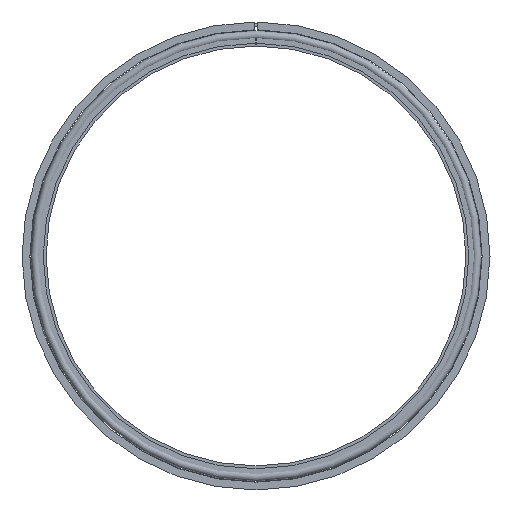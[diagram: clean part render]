
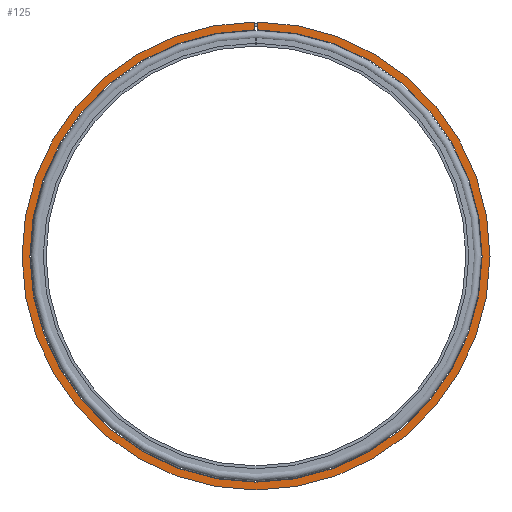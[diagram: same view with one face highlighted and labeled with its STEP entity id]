
A CAD part, left-side view. The second image highlights one B-rep face of the part: STEP entity #125.
In plain terms, the highlighted planar face has unit normal (-1, 0, 0).
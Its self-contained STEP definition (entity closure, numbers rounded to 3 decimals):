
#5 = DIRECTION ( 'NONE',  ( 1., 0., 0. ) ) ;
#33 = VECTOR ( 'NONE', #348, 1000. ) ;
#83 = LINE ( 'NONE', #557, #33 ) ;
#91 = ORIENTED_EDGE ( 'NONE', *, *, #666, .F. ) ;
#125 = ADVANCED_FACE ( 'NONE', ( #838 ), #690, .T. ) ;
#154 = CARTESIAN_POINT ( 'NONE',  ( -5.95, 143.5, 0. ) ) ;
#208 = EDGE_CURVE ( 'NONE', #501, #934, #83, .T. ) ;
#222 = AXIS2_PLACEMENT_3D ( 'NONE', #874, #347, #722 ) ;
#229 = DIRECTION ( 'NONE',  ( 0., 0., 1. ) ) ;
#236 = AXIS2_PLACEMENT_3D ( 'NONE', #471, #5, #547 ) ;
#285 = EDGE_CURVE ( 'NONE', #517, #345, #502, .T. ) ;
#334 = CARTESIAN_POINT ( 'NONE',  ( -5.95, -1., 143.497 ) ) ;
#345 = VERTEX_POINT ( 'NONE', #684 ) ;
#347 = DIRECTION ( 'NONE',  ( 1., 0., 0. ) ) ;
#348 = DIRECTION ( 'NONE',  ( 0., 0., 1. ) ) ;
#384 = DIRECTION ( 'NONE',  ( -1., 0., 0. ) ) ;
#418 = ORIENTED_EDGE ( 'NONE', *, *, #629, .T. ) ;
#433 = ORIENTED_EDGE ( 'NONE', *, *, #285, .F. ) ;
#471 = CARTESIAN_POINT ( 'NONE',  ( -5.95, 0., 0. ) ) ;
#501 = VERTEX_POINT ( 'NONE', #844 ) ;
#502 = LINE ( 'NONE', #681, #913 ) ;
#517 = VERTEX_POINT ( 'NONE', #841 ) ;
#547 = DIRECTION ( 'NONE',  ( 0., 0., -1. ) ) ;
#557 = CARTESIAN_POINT ( 'NONE',  ( -5.95, -1., 0. ) ) ;
#576 = CIRCLE ( 'NONE', #222, 143.5 ) ;
#629 = EDGE_CURVE ( 'NONE', #501, #345, #774, .T. ) ;
#666 = EDGE_CURVE ( 'NONE', #934, #517, #576, .T. ) ;
#681 = CARTESIAN_POINT ( 'NONE',  ( -5.95, 1., 0. ) ) ;
#684 = CARTESIAN_POINT ( 'NONE',  ( -5.95, 1., 138.691 ) ) ;
#687 = DIRECTION ( 'NONE',  ( 0., 0., -1. ) ) ;
#690 = PLANE ( 'NONE',  #713 ) ;
#713 = AXIS2_PLACEMENT_3D ( 'NONE', #154, #384, #229 ) ;
#722 = DIRECTION ( 'NONE',  ( 0., 0., -1. ) ) ;
#774 = CIRCLE ( 'NONE', #236, 138.694 ) ;
#791 = EDGE_LOOP ( 'NONE', ( #433, #91, #851, #418 ) ) ;
#838 = FACE_OUTER_BOUND ( 'NONE', #791, .T. ) ;
#841 = CARTESIAN_POINT ( 'NONE',  ( -5.95, 1., 143.497 ) ) ;
#844 = CARTESIAN_POINT ( 'NONE',  ( -5.95, -1., 138.691 ) ) ;
#851 = ORIENTED_EDGE ( 'NONE', *, *, #208, .F. ) ;
#874 = CARTESIAN_POINT ( 'NONE',  ( -5.95, 0., 0. ) ) ;
#913 = VECTOR ( 'NONE', #687, 1000. ) ;
#934 = VERTEX_POINT ( 'NONE', #334 ) ;
